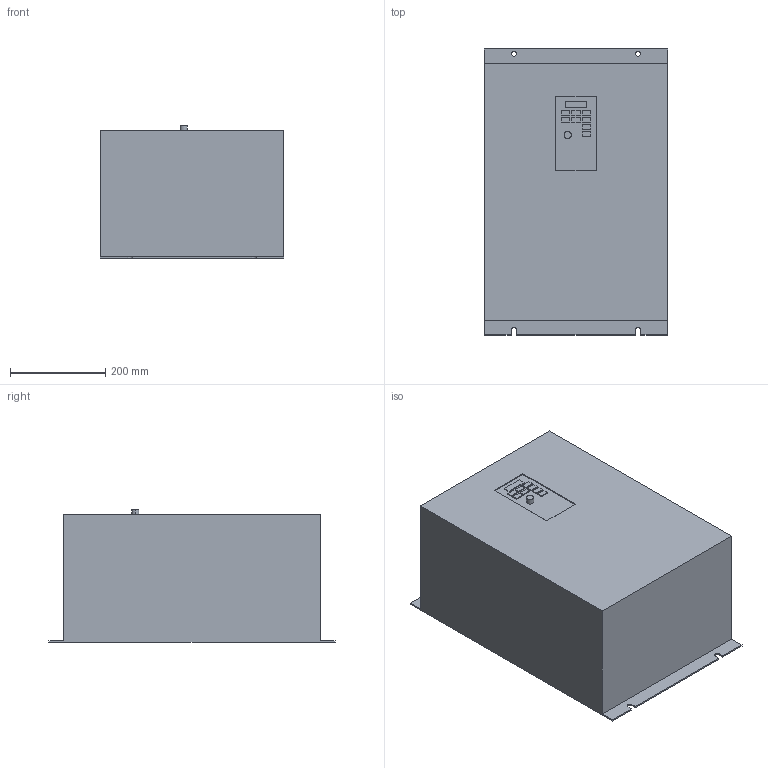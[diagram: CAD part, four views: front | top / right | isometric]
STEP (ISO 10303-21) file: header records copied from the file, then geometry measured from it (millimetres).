
FILE_DESCRIPTION (( 'STEP AP214' ), '1' );
FILE_NAME ('Ïðåîáðàçîâàòåëü ÷àñòîòû VECTOR-100_VT100-055-3.STEP', '2018-04-02T12:37:29', ( '' ), ( '' ), 'SwSTEP 2.0', 'SolidWorks 2017', '' );
FILE_SCHEMA (( 'AUTOMOTIVE_DESIGN' ));
Length unit declared in the file: millimetre
Products named in the file (1): Ïðåîáðàçîâàòåëü ÷àñòîòû VECTOR-100_VT100-055-3
Bounding box: 385 x 600 x 277.7 mm (x, y, z)
Volume: 55702326 mm3; surface area: 959593.7 mm2
Topology: 1 solids, 1 shells, 75 faces, 186 edges, 124 vertices
Faces by surface type: plane 67, cylinder 8
Entity records: 2370 total; most frequent: CARTESIAN_POINT 386, ORIENTED_EDGE 372, DIRECTION 354, EDGE_CURVE 186, VECTOR 170, LINE 170, VERTEX_POINT 124, AXIS2_PLACEMENT_3D 92
